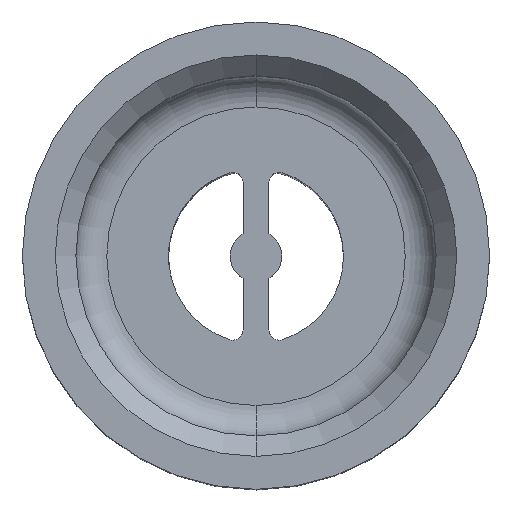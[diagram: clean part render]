
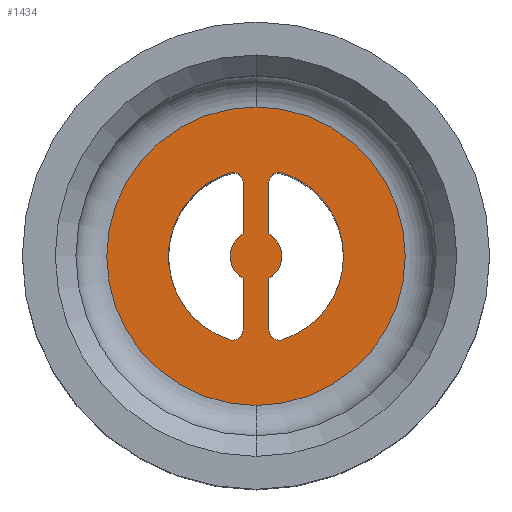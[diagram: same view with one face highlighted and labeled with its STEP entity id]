
A CAD part, top view. The second image highlights one B-rep face of the part: STEP entity #1434.
In plain terms, the highlighted planar face has unit normal (0, 0, 1).
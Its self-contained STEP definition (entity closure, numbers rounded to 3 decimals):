
#216=AXIS2_PLACEMENT_3D('Circle Axis2P3D',#214,#215,$) ;
#278=AXIS2_PLACEMENT_3D('Circle Axis2P3D',#276,#277,$) ;
#1304=AXIS2_PLACEMENT_3D('Plane Axis2P3D',#1301,#1302,#1303) ;
#1312=AXIS2_PLACEMENT_3D('Circle Axis2P3D',#1310,#1311,$) ;
#1321=AXIS2_PLACEMENT_3D('Circle Axis2P3D',#1319,#1320,$) ;
#1328=AXIS2_PLACEMENT_3D('Circle Axis2P3D',#1326,#1327,$) ;
#1342=AXIS2_PLACEMENT_3D('Circle Axis2P3D',#1340,#1341,$) ;
#1349=AXIS2_PLACEMENT_3D('Circle Axis2P3D',#1347,#1348,$) ;
#1363=AXIS2_PLACEMENT_3D('Circle Axis2P3D',#1361,#1362,$) ;
#1378=AXIS2_PLACEMENT_3D('Circle Axis2P3D',#1376,#1377,$) ;
#1394=AXIS2_PLACEMENT_3D('Circle Axis2P3D',#1392,#1393,$) ;
#1401=AXIS2_PLACEMENT_3D('Circle Axis2P3D',#1399,#1400,$) ;
#1408=AXIS2_PLACEMENT_3D('Circle Axis2P3D',#1406,#1407,$) ;
#1422=AXIS2_PLACEMENT_3D('Circle Axis2P3D',#1420,#1421,$) ;
#211=CARTESIAN_POINT('Vertex',(5.766,2.083,18.444)) ;
#214=CARTESIAN_POINT('Axis2P3D Location',(5.766,5.766,18.444)) ;
#218=CARTESIAN_POINT('Vertex',(5.766,9.449,18.444)) ;
#276=CARTESIAN_POINT('Axis2P3D Location',(5.766,5.766,18.444)) ;
#1301=CARTESIAN_POINT('Axis2P3D Location',(5.766,9.449,18.444)) ;
#1310=CARTESIAN_POINT('Axis2P3D Location',(5.766,5.766,18.444)) ;
#1314=CARTESIAN_POINT('Vertex',(7.925,5.766,18.444)) ;
#1316=CARTESIAN_POINT('Vertex',(6.414,7.825,18.444)) ;
#1319=CARTESIAN_POINT('Axis2P3D Location',(5.766,5.766,18.444)) ;
#1323=CARTESIAN_POINT('Vertex',(6.413,3.706,18.444)) ;
#1326=CARTESIAN_POINT('Axis2P3D Location',(6.337,3.949,18.444)) ;
#1330=CARTESIAN_POINT('Vertex',(6.083,3.949,18.444)) ;
#1333=CARTESIAN_POINT('Line Origine',(6.083,4.582,18.444)) ;
#1337=CARTESIAN_POINT('Vertex',(6.083,5.216,18.444)) ;
#1340=CARTESIAN_POINT('Axis2P3D Location',(5.766,5.766,18.444)) ;
#1344=CARTESIAN_POINT('Vertex',(6.401,5.766,18.444)) ;
#1347=CARTESIAN_POINT('Axis2P3D Location',(5.766,5.766,18.444)) ;
#1351=CARTESIAN_POINT('Vertex',(6.083,6.316,18.444)) ;
#1354=CARTESIAN_POINT('Line Origine',(6.083,6.949,18.444)) ;
#1358=CARTESIAN_POINT('Vertex',(6.083,7.583,18.444)) ;
#1361=CARTESIAN_POINT('Axis2P3D Location',(6.337,7.583,18.444)) ;
#1376=CARTESIAN_POINT('Axis2P3D Location',(5.766,5.766,18.444)) ;
#1380=CARTESIAN_POINT('Vertex',(5.448,5.216,18.444)) ;
#1382=CARTESIAN_POINT('Vertex',(5.131,5.766,18.444)) ;
#1385=CARTESIAN_POINT('Line Origine',(5.448,4.582,18.444)) ;
#1389=CARTESIAN_POINT('Vertex',(5.448,3.949,18.444)) ;
#1392=CARTESIAN_POINT('Axis2P3D Location',(5.194,3.949,18.444)) ;
#1396=CARTESIAN_POINT('Vertex',(5.118,3.706,18.444)) ;
#1399=CARTESIAN_POINT('Axis2P3D Location',(5.766,5.766,18.444)) ;
#1403=CARTESIAN_POINT('Vertex',(5.118,7.825,18.444)) ;
#1406=CARTESIAN_POINT('Axis2P3D Location',(5.194,7.583,18.444)) ;
#1410=CARTESIAN_POINT('Vertex',(5.448,7.583,18.444)) ;
#1413=CARTESIAN_POINT('Line Origine',(5.448,6.949,18.444)) ;
#1417=CARTESIAN_POINT('Vertex',(5.448,6.316,18.444)) ;
#1420=CARTESIAN_POINT('Axis2P3D Location',(5.766,5.766,18.444)) ;
#215=DIRECTION('Axis2P3D Direction',(0.,0.,1.)) ;
#277=DIRECTION('Axis2P3D Direction',(0.,0.,1.)) ;
#1302=DIRECTION('Axis2P3D Direction',(0.,0.,1.)) ;
#1303=DIRECTION('Axis2P3D XDirection',(1.,0.,0.)) ;
#1311=DIRECTION('Axis2P3D Direction',(0.,0.,1.)) ;
#1320=DIRECTION('Axis2P3D Direction',(0.,0.,1.)) ;
#1327=DIRECTION('Axis2P3D Direction',(0.,0.,1.)) ;
#1334=DIRECTION('Vector Direction',(0.,-1.,0.)) ;
#1341=DIRECTION('Axis2P3D Direction',(0.,0.,1.)) ;
#1348=DIRECTION('Axis2P3D Direction',(0.,0.,1.)) ;
#1355=DIRECTION('Vector Direction',(0.,-1.,0.)) ;
#1362=DIRECTION('Axis2P3D Direction',(0.,0.,1.)) ;
#1377=DIRECTION('Axis2P3D Direction',(0.,0.,1.)) ;
#1386=DIRECTION('Vector Direction',(0.,1.,0.)) ;
#1393=DIRECTION('Axis2P3D Direction',(0.,0.,1.)) ;
#1400=DIRECTION('Axis2P3D Direction',(0.,0.,1.)) ;
#1407=DIRECTION('Axis2P3D Direction',(0.,0.,1.)) ;
#1414=DIRECTION('Vector Direction',(0.,1.,0.)) ;
#1421=DIRECTION('Axis2P3D Direction',(0.,0.,1.)) ;
#1335=VECTOR('Line Direction',#1334,1.) ;
#1356=VECTOR('Line Direction',#1355,1.) ;
#1387=VECTOR('Line Direction',#1386,1.) ;
#1415=VECTOR('Line Direction',#1414,1.) ;
#1307=ORIENTED_EDGE('',*,*,#280,.T.) ;
#1308=ORIENTED_EDGE('',*,*,#220,.T.) ;
#1367=ORIENTED_EDGE('',*,*,#1318,.F.) ;
#1368=ORIENTED_EDGE('',*,*,#1325,.F.) ;
#1369=ORIENTED_EDGE('',*,*,#1332,.F.) ;
#1370=ORIENTED_EDGE('',*,*,#1339,.F.) ;
#1371=ORIENTED_EDGE('',*,*,#1346,.F.) ;
#1372=ORIENTED_EDGE('',*,*,#1353,.F.) ;
#1373=ORIENTED_EDGE('',*,*,#1360,.F.) ;
#1374=ORIENTED_EDGE('',*,*,#1365,.F.) ;
#1426=ORIENTED_EDGE('',*,*,#1384,.F.) ;
#1427=ORIENTED_EDGE('',*,*,#1391,.F.) ;
#1428=ORIENTED_EDGE('',*,*,#1398,.F.) ;
#1429=ORIENTED_EDGE('',*,*,#1405,.F.) ;
#1430=ORIENTED_EDGE('',*,*,#1412,.F.) ;
#1431=ORIENTED_EDGE('',*,*,#1419,.F.) ;
#1432=ORIENTED_EDGE('',*,*,#1424,.F.) ;
#1375=FACE_BOUND('',#1366,.T.) ;
#1433=FACE_BOUND('',#1425,.T.) ;
#1434=ADVANCED_FACE('Hauptk\X2\00F6\X0\rper',(#1309,#1375,#1433),#1305,.T.) ;
#217=CIRCLE('generated circle',#216,3.683) ;
#279=CIRCLE('generated circle',#278,3.683) ;
#1313=CIRCLE('generated circle',#1312,2.159) ;
#1322=CIRCLE('generated circle',#1321,2.159) ;
#1329=CIRCLE('generated circle',#1328,0.254) ;
#1343=CIRCLE('generated circle',#1342,0.635) ;
#1350=CIRCLE('generated circle',#1349,0.635) ;
#1364=CIRCLE('generated circle',#1363,0.254) ;
#1379=CIRCLE('generated circle',#1378,0.635) ;
#1395=CIRCLE('generated circle',#1394,0.254) ;
#1402=CIRCLE('generated circle',#1401,2.159) ;
#1409=CIRCLE('generated circle',#1408,0.254) ;
#1423=CIRCLE('generated circle',#1422,0.635) ;
#220=EDGE_CURVE('',#219,#212,#217,.T.) ;
#280=EDGE_CURVE('',#212,#219,#279,.T.) ;
#1318=EDGE_CURVE('',#1315,#1317,#1313,.T.) ;
#1325=EDGE_CURVE('',#1324,#1315,#1322,.T.) ;
#1332=EDGE_CURVE('',#1331,#1324,#1329,.T.) ;
#1339=EDGE_CURVE('',#1338,#1331,#1336,.T.) ;
#1346=EDGE_CURVE('',#1345,#1338,#1343,.F.) ;
#1353=EDGE_CURVE('',#1352,#1345,#1350,.F.) ;
#1360=EDGE_CURVE('',#1359,#1352,#1357,.T.) ;
#1365=EDGE_CURVE('',#1317,#1359,#1364,.T.) ;
#1384=EDGE_CURVE('',#1381,#1383,#1379,.F.) ;
#1391=EDGE_CURVE('',#1390,#1381,#1388,.T.) ;
#1398=EDGE_CURVE('',#1397,#1390,#1395,.T.) ;
#1405=EDGE_CURVE('',#1404,#1397,#1402,.T.) ;
#1412=EDGE_CURVE('',#1411,#1404,#1409,.T.) ;
#1419=EDGE_CURVE('',#1418,#1411,#1416,.T.) ;
#1424=EDGE_CURVE('',#1383,#1418,#1423,.F.) ;
#1306=EDGE_LOOP('',(#1307,#1308)) ;
#1366=EDGE_LOOP('',(#1367,#1368,#1369,#1370,#1371,#1372,#1373,#1374)) ;
#1425=EDGE_LOOP('',(#1426,#1427,#1428,#1429,#1430,#1431,#1432)) ;
#1309=FACE_OUTER_BOUND('',#1306,.T.) ;
#1336=LINE('Line',#1333,#1335) ;
#1357=LINE('Line',#1354,#1356) ;
#1388=LINE('Line',#1385,#1387) ;
#1416=LINE('Line',#1413,#1415) ;
#1305=PLANE('',#1304) ;
#212=VERTEX_POINT('',#211) ;
#219=VERTEX_POINT('',#218) ;
#1315=VERTEX_POINT('',#1314) ;
#1317=VERTEX_POINT('',#1316) ;
#1324=VERTEX_POINT('',#1323) ;
#1331=VERTEX_POINT('',#1330) ;
#1338=VERTEX_POINT('',#1337) ;
#1345=VERTEX_POINT('',#1344) ;
#1352=VERTEX_POINT('',#1351) ;
#1359=VERTEX_POINT('',#1358) ;
#1381=VERTEX_POINT('',#1380) ;
#1383=VERTEX_POINT('',#1382) ;
#1390=VERTEX_POINT('',#1389) ;
#1397=VERTEX_POINT('',#1396) ;
#1404=VERTEX_POINT('',#1403) ;
#1411=VERTEX_POINT('',#1410) ;
#1418=VERTEX_POINT('',#1417) ;
